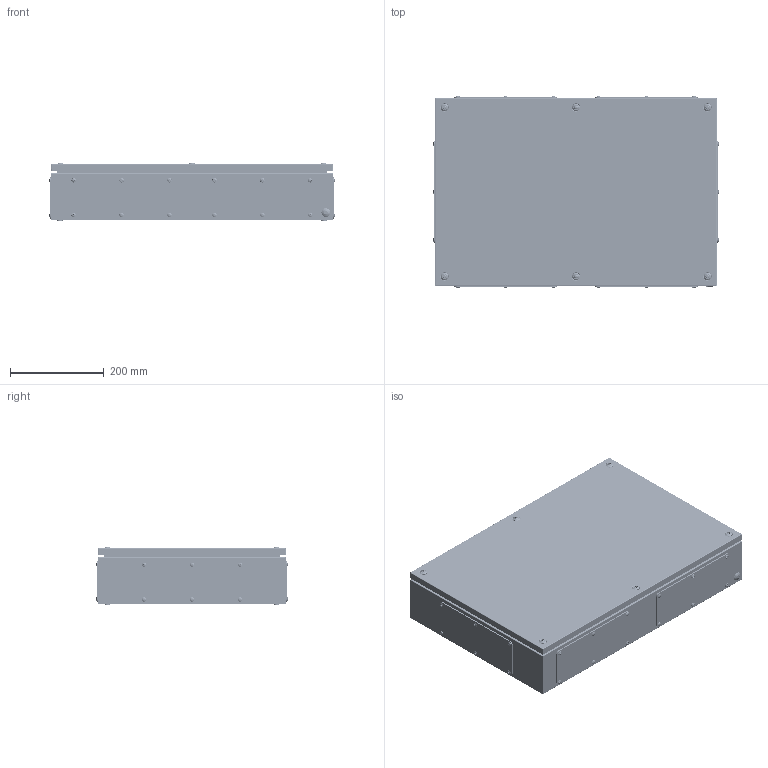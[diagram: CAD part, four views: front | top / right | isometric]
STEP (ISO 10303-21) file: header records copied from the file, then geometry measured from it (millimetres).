
FILE_DESCRIPTION (( 'STEP AP203' ), '1' );
FILE_NAME ('600x400x120 R5CDE64120F.step', '2012-05-12T14:18:00', ( 'User' ), ( 'DKC' ), 'SwSTEP 2.0', 'SolidWorks 2011', '' );
FILE_SCHEMA (( 'CONFIG_CONTROL_DESIGN' ));
Products named in the file (23): 600x400x120 R5CDE64120F; Tapping screw 4.2x9.5_Screw DIN 968-ST4.2x9.5-R-H-S; Mounting plates_600x400; AC00C323_Default; Screw M5 CDE AC00C324; Cover CDE 1mm_600x400; sealant for cover CDE_600x400; Frame CDE with flanges K0 1mm_600x400x120; CD01C556_CD01C556; Traversino CD01C553_400; end-cap_AC00C061; land; Çåðêàëüíî îòðàçèòüÇåðêàëüíî îòðàçèòüSquadretta fissaggio_Default; Çåðêàëüíî îòðàçèòüSquadretta fissaggio1_Default; Çåðêàëüíî îòðàçèòüSquadretta fissaggio_Default; Squadretta fissaggio_CD01C555; Tapping screw 4.8x9.5 AC00C352_AC00C352; flange CDE_CD01C055; Guarnizione CDE AC00C326_Default; End-cup AC00C317_Default; AC00C316_AC00C316; Frame CDE with flanges 1mm_600x400x120
Assembly tree (87 placements, depth 3):
  600x400x120 R5CDE64120F
    AC00C323_Default  x6
    Screw M5 CDE AC00C324  x6
    Tapping screw 4.2x9.5_Screw DIN 968-ST4.2x9.5-R-H-S  x4
    Mounting plates_600x400
    Cover CDE 1mm_600x400
      Cover CDE 1mm_600x400
      sealant for cover CDE_600x400
      end-cap_AC00C061
      land
    Frame CDE with flanges K0 1mm_600x400x120
      flange CDE_CD01C055  x6
      Guarnizione CDE AC00C326_Default  x6
      End-cup AC00C317_Default  x4
      Tapping screw 4.8x9.5 AC00C352_AC00C352  x36
      Frame CDE with flanges 1mm_600x400x120
      Traversino CD01C553_400  x2
      CD01C556_CD01C556  x2
      Çåðêàëüíî îòðàçèòüSquadretta fissaggio_Default
      Çåðêàëüíî îòðàçèòüSquadretta fissaggio1_Default
      Çåðêàëüíî îòðàçèòüÇåðêàëüíî îòðàçèòüSquadretta fissaggio_Default
      land
      AC00C316_AC00C316
      end-cap_AC00C061
      Squadretta fissaggio_CD01C555
Bounding box: 608.25 x 408.25 x 122.68 mm (x, y, z)
Volume: 1583958.5 mm3; surface area: 2321958.9 mm2
Topology: 87 solids, 87 shells, 5073 faces, 12529 edges, 7726 vertices
Faces by surface type: plane 1770, cylinder 1395, cone 1036, bspline 614, torus 156, sphere 102
Entity records: 122100 total; most frequent: CARTESIAN_POINT 83674, ORIENTED_EDGE 7686, DIRECTION 6419, EDGE_CURVE 3843, VERTEX_POINT 2400, AXIS2_PLACEMENT_3D 2392, EDGE_LOOP 1725, LINE 1635
